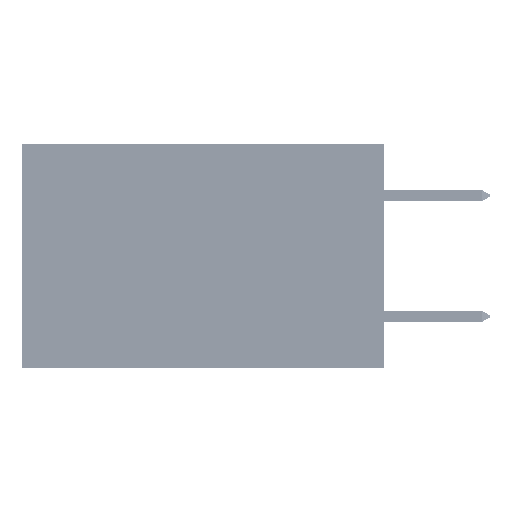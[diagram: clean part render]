
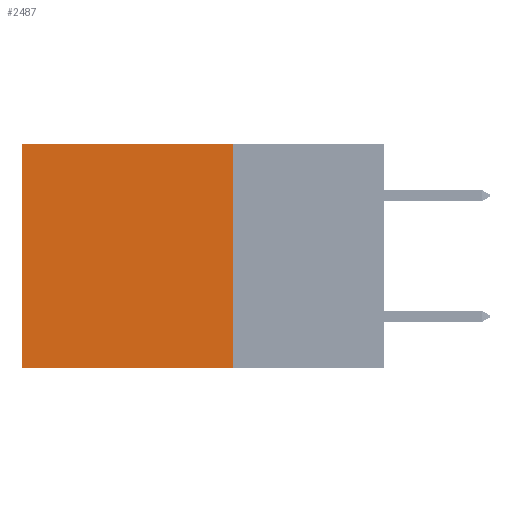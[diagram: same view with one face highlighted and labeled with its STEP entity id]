
A CAD part, left-side view. The second image highlights one B-rep face of the part: STEP entity #2487.
In plain terms, the highlighted planar face has unit normal (-1, 0, 0).
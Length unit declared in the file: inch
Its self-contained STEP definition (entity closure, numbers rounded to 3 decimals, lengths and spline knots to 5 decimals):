
#2016 = ORIENTED_EDGE ( 'NONE', *, *, #46572, .T. ) ;
#2487 = ADVANCED_FACE ( 'NONE', ( #37299 ), #44836, .F. ) ;
#3415 = AXIS2_PLACEMENT_3D ( 'NONE', #45593, #17674, #33410 ) ;
#3582 = DIRECTION ( 'NONE',  ( 0., 1., 0. ) ) ;
#6810 = VECTOR ( 'NONE', #28264, 39.37008 ) ;
#7771 = VECTOR ( 'NONE', #25055, 39.37008 ) ;
#9297 = LINE ( 'NONE', #17046, #7771 ) ;
#10815 = LINE ( 'NONE', #38974, #34434 ) ;
#11619 = EDGE_CURVE ( 'NONE', #33689, #29759, #30972, .T. ) ;
#12896 = CARTESIAN_POINT ( 'NONE',  ( 0.2875, 0.25, 0. ) ) ;
#15108 = CARTESIAN_POINT ( 'NONE',  ( 0.2875, 0.25, -0.37 ) ) ;
#15915 = LINE ( 'NONE', #24149, #6810 ) ;
#17046 = CARTESIAN_POINT ( 'NONE',  ( 0.2875, 0.25, 0. ) ) ;
#17674 = DIRECTION ( 'NONE',  ( 1., 0., 0. ) ) ;
#18456 = CARTESIAN_POINT ( 'NONE',  ( 0.2875, 0.25, 0. ) ) ;
#20616 = VECTOR ( 'NONE', #40296, 39.37008 ) ;
#24149 = CARTESIAN_POINT ( 'NONE',  ( 0.2875, 0.6, 0. ) ) ;
#24408 = CARTESIAN_POINT ( 'NONE',  ( 0.2875, 0.6, -0.37 ) ) ;
#25055 = DIRECTION ( 'NONE',  ( 0., 0., -1. ) ) ;
#26355 = CARTESIAN_POINT ( 'NONE',  ( 0.2875, 0.6, 0. ) ) ;
#26737 = ORIENTED_EDGE ( 'NONE', *, *, #31716, .F. ) ;
#28264 = DIRECTION ( 'NONE',  ( 0., 0., -1. ) ) ;
#29254 = ORIENTED_EDGE ( 'NONE', *, *, #11619, .T. ) ;
#29759 = VERTEX_POINT ( 'NONE', #26355 ) ;
#30972 = LINE ( 'NONE', #12896, #20616 ) ;
#31716 = EDGE_CURVE ( 'NONE', #36520, #37925, #10815, .T. ) ;
#33410 = DIRECTION ( 'NONE',  ( 0., 0., -1. ) ) ;
#33689 = VERTEX_POINT ( 'NONE', #18456 ) ;
#34434 = VECTOR ( 'NONE', #3582, 39.37008 ) ;
#36520 = VERTEX_POINT ( 'NONE', #15108 ) ;
#37299 = FACE_OUTER_BOUND ( 'NONE', #41710, .T. ) ;
#37925 = VERTEX_POINT ( 'NONE', #24408 ) ;
#38974 = CARTESIAN_POINT ( 'NONE',  ( 0.2875, 0.25, -0.37 ) ) ;
#40296 = DIRECTION ( 'NONE',  ( 0., 1., 0. ) ) ;
#41710 = EDGE_LOOP ( 'NONE', ( #2016, #26737, #45831, #29254 ) ) ;
#44836 = PLANE ( 'NONE',  #3415 ) ;
#45593 = CARTESIAN_POINT ( 'NONE',  ( 0.2875, 0.25, 0. ) ) ;
#45831 = ORIENTED_EDGE ( 'NONE', *, *, #48975, .F. ) ;
#46572 = EDGE_CURVE ( 'NONE', #29759, #37925, #15915, .T. ) ;
#48975 = EDGE_CURVE ( 'NONE', #33689, #36520, #9297, .T. ) ;
